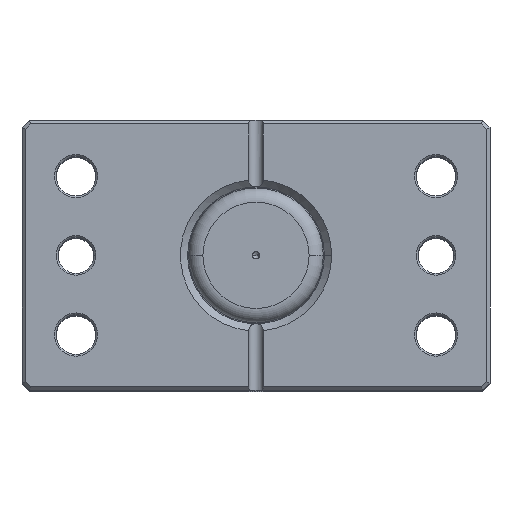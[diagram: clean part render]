
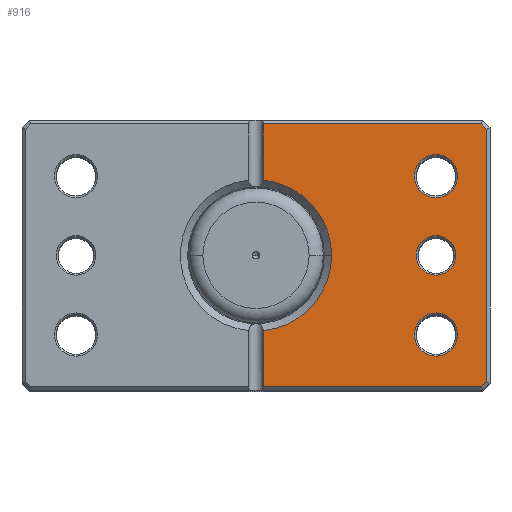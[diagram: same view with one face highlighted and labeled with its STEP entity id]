
A CAD part, top view. The second image highlights one B-rep face of the part: STEP entity #916.
In plain terms, the highlighted face is planar.
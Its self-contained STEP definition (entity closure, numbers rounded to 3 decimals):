
#10 = DIRECTION ( 'NONE',  ( 1., 0., 0. ) ) ;
#13 = CIRCLE ( 'NONE', #1316, 5.5 ) ;
#20 = ORIENTED_EDGE ( 'NONE', *, *, #2599, .T. ) ;
#27 = VECTOR ( 'NONE', #5939, 1000. ) ;
#31 = DIRECTION ( 'NONE',  ( 0., 0., 1. ) ) ;
#41 = CARTESIAN_POINT ( 'NONE',  ( -50., 22., 0. ) ) ;
#124 = AXIS2_PLACEMENT_3D ( 'NONE', #41, #31, #10 ) ;
#142 = ORIENTED_EDGE ( 'NONE', *, *, #1476, .T. ) ;
#145 = LINE ( 'NONE', #2152, #6029 ) ;
#149 = CIRCLE ( 'NONE', #6090, 6. ) ;
#192 = ORIENTED_EDGE ( 'NONE', *, *, #1377, .T. ) ;
#195 = CARTESIAN_POINT ( 'NONE',  ( -50., 22., 0. ) ) ;
#208 = VECTOR ( 'NONE', #1721, 1000. ) ;
#250 = VERTEX_POINT ( 'NONE', #5950 ) ;
#276 = VECTOR ( 'NONE', #3482, 1000. ) ;
#278 = DIRECTION ( 'NONE',  ( 1., 0., 0. ) ) ;
#297 = DIRECTION ( 'NONE',  ( 0., 0., 1. ) ) ;
#394 = ORIENTED_EDGE ( 'NONE', *, *, #5903, .T. ) ;
#454 = CARTESIAN_POINT ( 'NONE',  ( -2., 36.5, 0. ) ) ;
#620 = CIRCLE ( 'NONE', #2779, 21. ) ;
#622 = DIRECTION ( 'NONE',  ( 1., 0., 0. ) ) ;
#630 = AXIS2_PLACEMENT_3D ( 'NONE', #2639, #2633, #2614 ) ;
#697 = CARTESIAN_POINT ( 'NONE',  ( 0., 0., 0. ) ) ;
#709 = VERTEX_POINT ( 'NONE', #2363 ) ;
#748 = VERTEX_POINT ( 'NONE', #2069 ) ;
#820 = LINE ( 'NONE', #1848, #208 ) ;
#823 = ORIENTED_EDGE ( 'NONE', *, *, #4608, .T. ) ;
#872 = LINE ( 'NONE', #3230, #276 ) ;
#916 = ADVANCED_FACE ( 'NONE', ( #6079, #5852, #6104, #4626 ), #2526, .F. ) ;
#1085 = ORIENTED_EDGE ( 'NONE', *, *, #1148, .T. ) ;
#1148 = EDGE_CURVE ( 'NONE', #1161, #4647, #149, .T. ) ;
#1161 = VERTEX_POINT ( 'NONE', #1179 ) ;
#1179 = CARTESIAN_POINT ( 'NONE',  ( -56., -22., 0. ) ) ;
#1274 = CIRCLE ( 'NONE', #3358, 5.5 ) ;
#1276 = CIRCLE ( 'NONE', #6207, 6. ) ;
#1315 = VERTEX_POINT ( 'NONE', #4378 ) ;
#1316 = AXIS2_PLACEMENT_3D ( 'NONE', #1878, #1868, #1860 ) ;
#1377 = EDGE_CURVE ( 'NONE', #250, #5712, #872, .T. ) ;
#1390 = ORIENTED_EDGE ( 'NONE', *, *, #5445, .T. ) ;
#1476 = EDGE_CURVE ( 'NONE', #3844, #250, #820, .T. ) ;
#1715 = DIRECTION ( 'NONE',  ( 1., 0., 0. ) ) ;
#1721 = DIRECTION ( 'NONE',  ( 0.707, 0.707, 0. ) ) ;
#1723 = CARTESIAN_POINT ( 'NONE',  ( 0., 0., 0. ) ) ;
#1736 = DIRECTION ( 'NONE',  ( 0., 0., 1. ) ) ;
#1746 = LINE ( 'NONE', #3232, #3720 ) ;
#1848 = CARTESIAN_POINT ( 'NONE',  ( -49.543, 49.543, 0. ) ) ;
#1860 = DIRECTION ( 'NONE',  ( 1., 0., 0. ) ) ;
#1868 = DIRECTION ( 'NONE',  ( 0., 0., 1. ) ) ;
#1878 = CARTESIAN_POINT ( 'NONE',  ( -50., 0., 0. ) ) ;
#1911 = VERTEX_POINT ( 'NONE', #2558 ) ;
#1949 = ORIENTED_EDGE ( 'NONE', *, *, #2160, .T. ) ;
#1951 = EDGE_CURVE ( 'NONE', #3018, #3844, #4391, .T. ) ;
#1980 = CARTESIAN_POINT ( 'NONE',  ( -44., -22., 0. ) ) ;
#2028 = EDGE_CURVE ( 'NONE', #709, #3045, #620, .T. ) ;
#2069 = CARTESIAN_POINT ( 'NONE',  ( -55.5, 0., 0. ) ) ;
#2113 = DIRECTION ( 'NONE',  ( -1., 0., 0. ) ) ;
#2131 = DIRECTION ( 'NONE',  ( 1., 0., 0. ) ) ;
#2152 = CARTESIAN_POINT ( 'NONE',  ( -2., 37.5, 0. ) ) ;
#2160 = EDGE_CURVE ( 'NONE', #3423, #1315, #1276, .T. ) ;
#2256 = DIRECTION ( 'NONE',  ( 0., 1., 0. ) ) ;
#2262 = EDGE_CURVE ( 'NONE', #6284, #4094, #1746, .T. ) ;
#2293 = CARTESIAN_POINT ( 'NONE',  ( -64., 0., 0. ) ) ;
#2363 = CARTESIAN_POINT ( 'NONE',  ( -2., 20.905, 0. ) ) ;
#2526 = PLANE ( 'NONE',  #5607 ) ;
#2558 = CARTESIAN_POINT ( 'NONE',  ( -2., -20.905, 0. ) ) ;
#2599 = EDGE_CURVE ( 'NONE', #4094, #3018, #2765, .T. ) ;
#2614 = DIRECTION ( 'NONE',  ( 1., 0., 0. ) ) ;
#2633 = DIRECTION ( 'NONE',  ( 0., 0., 1. ) ) ;
#2639 = CARTESIAN_POINT ( 'NONE',  ( 0., 0., 0. ) ) ;
#2642 = ORIENTED_EDGE ( 'NONE', *, *, #6552, .T. ) ;
#2652 = DIRECTION ( 'NONE',  ( 0., 0., 1. ) ) ;
#2681 = CARTESIAN_POINT ( 'NONE',  ( -50., -22., 0. ) ) ;
#2765 = LINE ( 'NONE', #6197, #27 ) ;
#2779 = AXIS2_PLACEMENT_3D ( 'NONE', #1723, #1736, #1715 ) ;
#2851 = AXIS2_PLACEMENT_3D ( 'NONE', #3824, #3799, #4862 ) ;
#2899 = ORIENTED_EDGE ( 'NONE', *, *, #3992, .T. ) ;
#2974 = CARTESIAN_POINT ( 'NONE',  ( -64., 35.086, 0. ) ) ;
#3018 = VERTEX_POINT ( 'NONE', #6080 ) ;
#3045 = VERTEX_POINT ( 'NONE', #5305 ) ;
#3230 = CARTESIAN_POINT ( 'NONE',  ( 0., 36.5, 0. ) ) ;
#3232 = CARTESIAN_POINT ( 'NONE',  ( 0., -36.5, 0. ) ) ;
#3358 = AXIS2_PLACEMENT_3D ( 'NONE', #5222, #5219, #5208 ) ;
#3423 = VERTEX_POINT ( 'NONE', #6448 ) ;
#3482 = DIRECTION ( 'NONE',  ( 1., 0., 0. ) ) ;
#3554 = DIRECTION ( 'NONE',  ( 0., 0., 1. ) ) ;
#3577 = ORIENTED_EDGE ( 'NONE', *, *, #6059, .T. ) ;
#3720 = VECTOR ( 'NONE', #2113, 1000. ) ;
#3788 = VECTOR ( 'NONE', #6702, 1000. ) ;
#3799 = DIRECTION ( 'NONE',  ( 0., 0., 1. ) ) ;
#3803 = EDGE_LOOP ( 'NONE', ( #5516, #1390 ) ) ;
#3824 = CARTESIAN_POINT ( 'NONE',  ( -50., -22., 0. ) ) ;
#3834 = VECTOR ( 'NONE', #2256, 1000. ) ;
#3844 = VERTEX_POINT ( 'NONE', #2974 ) ;
#3881 = ORIENTED_EDGE ( 'NONE', *, *, #2262, .T. ) ;
#3901 = LINE ( 'NONE', #5722, #3788 ) ;
#3977 = CARTESIAN_POINT ( 'NONE',  ( -44.5, 0., 0. ) ) ;
#3992 = EDGE_CURVE ( 'NONE', #4647, #1161, #5713, .T. ) ;
#4060 = EDGE_LOOP ( 'NONE', ( #1085, #2899 ) ) ;
#4094 = VERTEX_POINT ( 'NONE', #6418 ) ;
#4378 = CARTESIAN_POINT ( 'NONE',  ( -44., 22., 0. ) ) ;
#4380 = CIRCLE ( 'NONE', #124, 6. ) ;
#4391 = LINE ( 'NONE', #2293, #3834 ) ;
#4608 = EDGE_CURVE ( 'NONE', #1315, #3423, #4380, .T. ) ;
#4626 = FACE_OUTER_BOUND ( 'NONE', #6695, .T. ) ;
#4647 = VERTEX_POINT ( 'NONE', #1980 ) ;
#4862 = DIRECTION ( 'NONE',  ( 1., 0., 0. ) ) ;
#5043 = EDGE_CURVE ( 'NONE', #748, #6887, #1274, .T. ) ;
#5208 = DIRECTION ( 'NONE',  ( 1., 0., 0. ) ) ;
#5219 = DIRECTION ( 'NONE',  ( 0., 0., 1. ) ) ;
#5222 = CARTESIAN_POINT ( 'NONE',  ( -50., 0., 0. ) ) ;
#5305 = CARTESIAN_POINT ( 'NONE',  ( -21., 0., 0. ) ) ;
#5370 = EDGE_LOOP ( 'NONE', ( #1949, #823 ) ) ;
#5445 = EDGE_CURVE ( 'NONE', #6887, #748, #13, .T. ) ;
#5516 = ORIENTED_EDGE ( 'NONE', *, *, #5043, .T. ) ;
#5607 = AXIS2_PLACEMENT_3D ( 'NONE', #697, #3554, #622 ) ;
#5712 = VERTEX_POINT ( 'NONE', #454 ) ;
#5713 = CIRCLE ( 'NONE', #2851, 6. ) ;
#5722 = CARTESIAN_POINT ( 'NONE',  ( -2., 37.5, 0. ) ) ;
#5852 = FACE_BOUND ( 'NONE', #4060, .T. ) ;
#5903 = EDGE_CURVE ( 'NONE', #5712, #709, #145, .T. ) ;
#5939 = DIRECTION ( 'NONE',  ( -0.707, 0.707, 0. ) ) ;
#5945 = ORIENTED_EDGE ( 'NONE', *, *, #2028, .T. ) ;
#5950 = CARTESIAN_POINT ( 'NONE',  ( -62.586, 36.5, 0. ) ) ;
#5960 = ORIENTED_EDGE ( 'NONE', *, *, #1951, .T. ) ;
#6029 = VECTOR ( 'NONE', #6264, 1000. ) ;
#6059 = EDGE_CURVE ( 'NONE', #1911, #6284, #3901, .T. ) ;
#6079 = FACE_BOUND ( 'NONE', #3803, .T. ) ;
#6080 = CARTESIAN_POINT ( 'NONE',  ( -64., -35.086, 0. ) ) ;
#6090 = AXIS2_PLACEMENT_3D ( 'NONE', #2681, #2652, #2131 ) ;
#6104 = FACE_BOUND ( 'NONE', #5370, .T. ) ;
#6148 = CIRCLE ( 'NONE', #630, 21. ) ;
#6197 = CARTESIAN_POINT ( 'NONE',  ( -49.543, -49.543, 0. ) ) ;
#6207 = AXIS2_PLACEMENT_3D ( 'NONE', #195, #297, #278 ) ;
#6264 = DIRECTION ( 'NONE',  ( 0., -1., 0. ) ) ;
#6284 = VERTEX_POINT ( 'NONE', #6480 ) ;
#6418 = CARTESIAN_POINT ( 'NONE',  ( -62.586, -36.5, 0. ) ) ;
#6448 = CARTESIAN_POINT ( 'NONE',  ( -56., 22., 0. ) ) ;
#6480 = CARTESIAN_POINT ( 'NONE',  ( -2., -36.5, 0. ) ) ;
#6552 = EDGE_CURVE ( 'NONE', #3045, #1911, #6148, .T. ) ;
#6695 = EDGE_LOOP ( 'NONE', ( #394, #5945, #2642, #3577, #3881, #20, #5960, #142, #192 ) ) ;
#6702 = DIRECTION ( 'NONE',  ( 0., -1., 0. ) ) ;
#6887 = VERTEX_POINT ( 'NONE', #3977 ) ;
